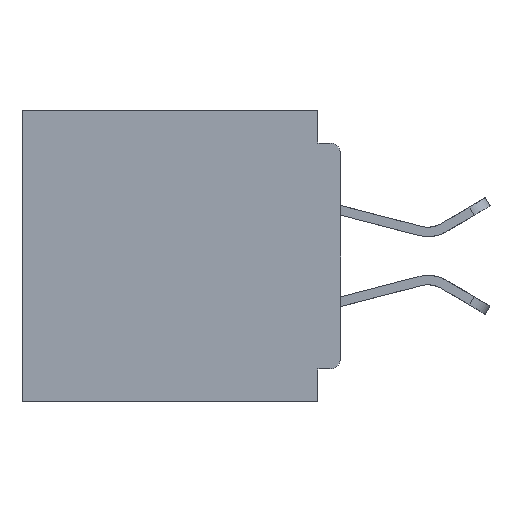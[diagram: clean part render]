
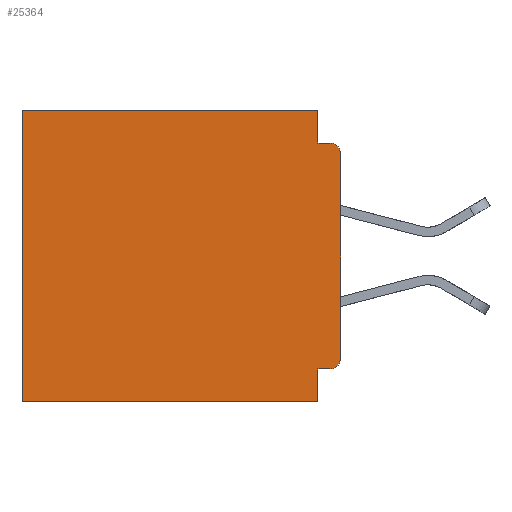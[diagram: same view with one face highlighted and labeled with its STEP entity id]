
A CAD part, left-side view. The second image highlights one B-rep face of the part: STEP entity #25364.
In plain terms, the highlighted planar face has unit normal (-1, 0, 0).
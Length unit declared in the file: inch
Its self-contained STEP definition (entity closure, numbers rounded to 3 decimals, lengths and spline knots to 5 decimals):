
#309 = CARTESIAN_POINT ( 'NONE',  ( 0.3, 0.031, -0.045 ) ) ;
#364 = EDGE_CURVE ( 'NONE', #19306, #13914, #416, .T. ) ;
#416 = CIRCLE ( 'NONE', #11078, 0.015 ) ;
#430 = VECTOR ( 'NONE', #36920, 39.37008 ) ;
#1206 = ORIENTED_EDGE ( 'NONE', *, *, #39792, .T. ) ;
#1406 = DIRECTION ( 'NONE',  ( 0., -1., 0. ) ) ;
#2645 = EDGE_CURVE ( 'NONE', #26357, #13914, #16803, .T. ) ;
#2986 = DIRECTION ( 'NONE',  ( 0., 0., -1. ) ) ;
#3636 = ORIENTED_EDGE ( 'NONE', *, *, #364, .T. ) ;
#3989 = LINE ( 'NONE', #4437, #4965 ) ;
#4142 = ORIENTED_EDGE ( 'NONE', *, *, #7094, .T. ) ;
#4437 = CARTESIAN_POINT ( 'NONE',  ( 0.3, 0.031, 0. ) ) ;
#4785 = EDGE_CURVE ( 'NONE', #26182, #25629, #37542, .T. ) ;
#4965 = VECTOR ( 'NONE', #23063, 39.37008 ) ;
#7094 = EDGE_CURVE ( 'NONE', #27801, #38825, #18179, .T. ) ;
#7582 = ORIENTED_EDGE ( 'NONE', *, *, #4785, .T. ) ;
#8450 = VERTEX_POINT ( 'NONE', #39952 ) ;
#9057 = CARTESIAN_POINT ( 'NONE',  ( 0.3, 0.015, -0.34 ) ) ;
#9156 = CARTESIAN_POINT ( 'NONE',  ( 0.3, 0., -0.4 ) ) ;
#9350 = CARTESIAN_POINT ( 'NONE',  ( 0.3, 0.015, -0.045 ) ) ;
#11078 = AXIS2_PLACEMENT_3D ( 'NONE', #35846, #37434, #20069 ) ;
#11237 = CARTESIAN_POINT ( 'NONE',  ( 0.3, 0., -0.045 ) ) ;
#12163 = DIRECTION ( 'NONE',  ( 0., 0., -1. ) ) ;
#13054 = VERTEX_POINT ( 'NONE', #39323 ) ;
#13076 = PLANE ( 'NONE',  #39980 ) ;
#13480 = EDGE_CURVE ( 'NONE', #8450, #13054, #37360, .T. ) ;
#13615 = VECTOR ( 'NONE', #19636, 39.37008 ) ;
#13694 = FACE_OUTER_BOUND ( 'NONE', #23121, .T. ) ;
#13914 = VERTEX_POINT ( 'NONE', #9350 ) ;
#15357 = CARTESIAN_POINT ( 'NONE',  ( 0.3, 0.437, -0.4 ) ) ;
#16142 = DIRECTION ( 'NONE',  ( 1., 0., 0. ) ) ;
#16803 = LINE ( 'NONE', #11237, #32331 ) ;
#17763 = ORIENTED_EDGE ( 'NONE', *, *, #35162, .F. ) ;
#18039 = CARTESIAN_POINT ( 'NONE',  ( 0.3, 0.031, 0. ) ) ;
#18117 = LINE ( 'NONE', #15357, #34609 ) ;
#18179 = CIRCLE ( 'NONE', #38255, 0.015 ) ;
#18225 = CARTESIAN_POINT ( 'NONE',  ( 0.3, 0., -0.06 ) ) ;
#19049 = VECTOR ( 'NONE', #2986, 39.37008 ) ;
#19060 = EDGE_CURVE ( 'NONE', #27801, #8450, #23518, .T. ) ;
#19306 = VERTEX_POINT ( 'NONE', #18225 ) ;
#19353 = CARTESIAN_POINT ( 'NONE',  ( 0.3, 0., -0.34 ) ) ;
#19636 = DIRECTION ( 'NONE',  ( 0., 0., -1. ) ) ;
#19851 = EDGE_CURVE ( 'NONE', #19306, #38825, #27359, .T. ) ;
#20069 = DIRECTION ( 'NONE',  ( 0., 0., -1. ) ) ;
#22132 = ORIENTED_EDGE ( 'NONE', *, *, #30282, .F. ) ;
#23063 = DIRECTION ( 'NONE',  ( 0., 0., -1. ) ) ;
#23121 = EDGE_LOOP ( 'NONE', ( #27507, #3636, #37642, #22132, #7582, #1206, #17763, #34272, #28001, #4142 ) ) ;
#23488 = CARTESIAN_POINT ( 'NONE',  ( 0.3, 0.437, 0. ) ) ;
#23518 = LINE ( 'NONE', #35888, #38999 ) ;
#25295 = LINE ( 'NONE', #33802, #430 ) ;
#25364 = ADVANCED_FACE ( 'NONE', ( #13694 ), #13076, .F. ) ;
#25629 = VERTEX_POINT ( 'NONE', #23488 ) ;
#26182 = VERTEX_POINT ( 'NONE', #18039 ) ;
#26357 = VERTEX_POINT ( 'NONE', #309 ) ;
#27359 = LINE ( 'NONE', #9156, #19049 ) ;
#27507 = ORIENTED_EDGE ( 'NONE', *, *, #19851, .F. ) ;
#27801 = VERTEX_POINT ( 'NONE', #39046 ) ;
#28001 = ORIENTED_EDGE ( 'NONE', *, *, #19060, .F. ) ;
#29313 = VECTOR ( 'NONE', #32463, 39.37008 ) ;
#30282 = EDGE_CURVE ( 'NONE', #26182, #26357, #3989, .T. ) ;
#30710 = DIRECTION ( 'NONE',  ( -1., 0., 0. ) ) ;
#32331 = VECTOR ( 'NONE', #1406, 39.37008 ) ;
#32463 = DIRECTION ( 'NONE',  ( 0., 1., 0. ) ) ;
#33802 = CARTESIAN_POINT ( 'NONE',  ( 0.3, 0., -0.4 ) ) ;
#34272 = ORIENTED_EDGE ( 'NONE', *, *, #13480, .F. ) ;
#34609 = VECTOR ( 'NONE', #37049, 39.37008 ) ;
#34730 = CARTESIAN_POINT ( 'NONE',  ( 0.3, 0., -0.4 ) ) ;
#35100 = CARTESIAN_POINT ( 'NONE',  ( 0.3, 0.031, -0.4 ) ) ;
#35162 = EDGE_CURVE ( 'NONE', #13054, #39910, #25295, .T. ) ;
#35846 = CARTESIAN_POINT ( 'NONE',  ( 0.3, 0.015, -0.06 ) ) ;
#35888 = CARTESIAN_POINT ( 'NONE',  ( 0.3, 0., -0.355 ) ) ;
#36920 = DIRECTION ( 'NONE',  ( 0., 1., 0. ) ) ;
#37049 = DIRECTION ( 'NONE',  ( 0., 0., -1. ) ) ;
#37360 = LINE ( 'NONE', #35100, #13615 ) ;
#37434 = DIRECTION ( 'NONE',  ( -1., 0., 0. ) ) ;
#37446 = CARTESIAN_POINT ( 'NONE',  ( 0.3, 0., 0. ) ) ;
#37542 = LINE ( 'NONE', #37446, #29313 ) ;
#37570 = CARTESIAN_POINT ( 'NONE',  ( 0.3, 0.437, -0.4 ) ) ;
#37642 = ORIENTED_EDGE ( 'NONE', *, *, #2645, .F. ) ;
#37851 = DIRECTION ( 'NONE',  ( 0., 0., -1. ) ) ;
#38255 = AXIS2_PLACEMENT_3D ( 'NONE', #9057, #30710, #12163 ) ;
#38825 = VERTEX_POINT ( 'NONE', #19353 ) ;
#38969 = DIRECTION ( 'NONE',  ( 0., 1., 0. ) ) ;
#38999 = VECTOR ( 'NONE', #38969, 39.37008 ) ;
#39046 = CARTESIAN_POINT ( 'NONE',  ( 0.3, 0.015, -0.355 ) ) ;
#39323 = CARTESIAN_POINT ( 'NONE',  ( 0.3, 0.031, -0.4 ) ) ;
#39792 = EDGE_CURVE ( 'NONE', #25629, #39910, #18117, .T. ) ;
#39910 = VERTEX_POINT ( 'NONE', #37570 ) ;
#39952 = CARTESIAN_POINT ( 'NONE',  ( 0.3, 0.031, -0.355 ) ) ;
#39980 = AXIS2_PLACEMENT_3D ( 'NONE', #34730, #16142, #37851 ) ;
